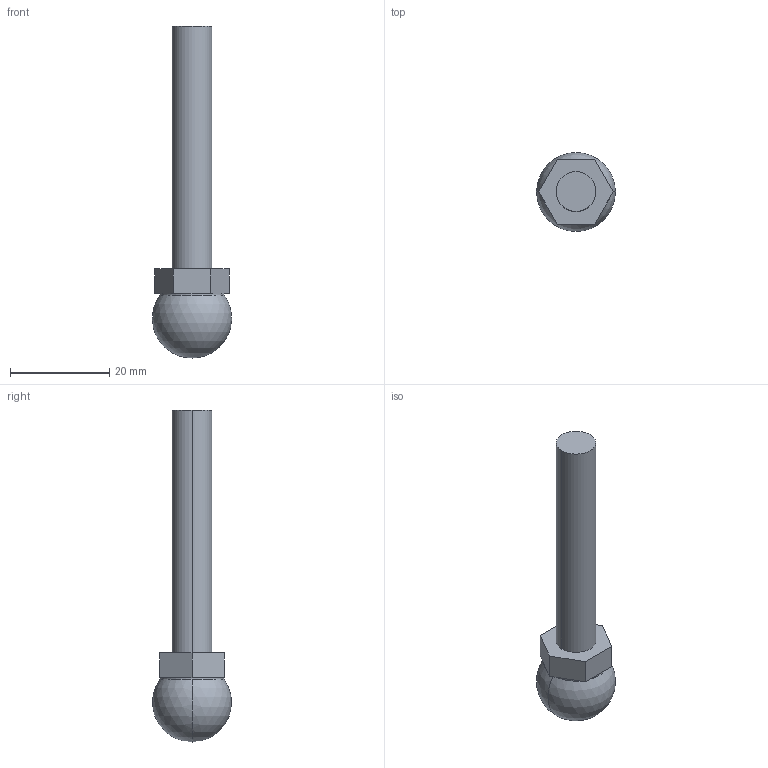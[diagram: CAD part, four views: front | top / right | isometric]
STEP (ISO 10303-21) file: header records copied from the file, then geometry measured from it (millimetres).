
FILE_DESCRIPTION(('STEP AP214'),'1');
FILE_NAME('cctmp_B7C964BF-5953-40D5-8B8E-5F7AD0086B5F_2020_1_15_7_52_2_898..stp','2020-01-15T06:52:02',('Bosch Rexroth AG'),('CADClick - www.CADClick.com'),'Spatial InterOp 3D',' ','unknown authorization - (Healing Option Enabled)');
FILE_SCHEMA(('AUTOMOTIVE_DESIGN'));
Length unit declared in the file: millimetre
Products named in the file (1): 2020_01_15__07-52-02-898
Bounding box: 15.98 x 15.85 x 67 mm (x, y, z)
Volume: 5143.2 mm3; surface area: 2266.9 mm2
Topology: 1 solids, 1 shells, 20 faces, 46 edges, 27 vertices
Faces by surface type: plane 14, cylinder 4, sphere 2
Entity records: 732 total; most frequent: DIRECTION 102, CARTESIAN_POINT 92, ORIENTED_EDGE 88, EDGE_CURVE 44, AXIS2_PLACEMENT_3D 37, LINE 28, VECTOR 28, VERTEX_POINT 27
